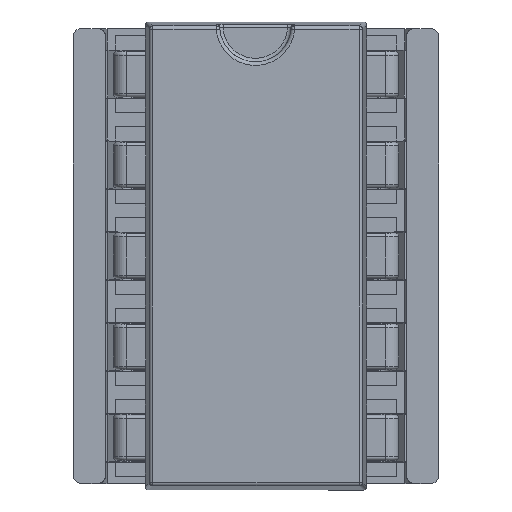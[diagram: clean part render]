
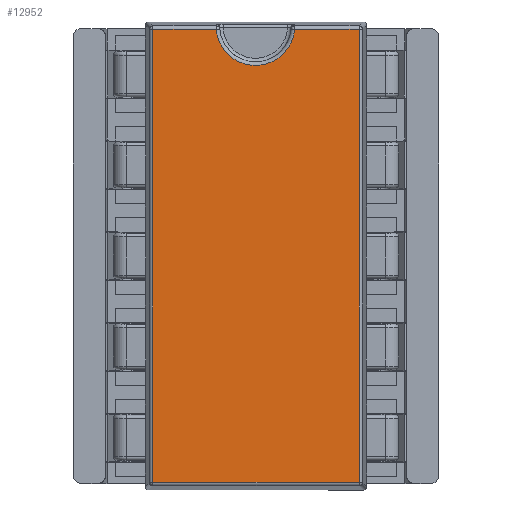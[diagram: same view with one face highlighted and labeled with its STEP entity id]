
A CAD part, top view. The second image highlights one B-rep face of the part: STEP entity #12952.
In plain terms, the highlighted planar face has unit normal (0, 0, 1).
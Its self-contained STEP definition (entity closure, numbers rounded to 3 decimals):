
#841=PLANE('',#14096);
#1980=LINE('',#24041,#3199);
#1981=LINE('',#24045,#3200);
#1982=LINE('',#24047,#3201);
#1983=LINE('',#24049,#3202);
#1984=LINE('',#24050,#3203);
#3199=VECTOR('',#17267,10.);
#3200=VECTOR('',#17272,10.);
#3201=VECTOR('',#17273,10.);
#3202=VECTOR('',#17274,10.);
#3203=VECTOR('',#17275,10.);
#3922=FACE_OUTER_BOUND('',#4674,.T.);
#4674=EDGE_LOOP('',(#11612,#11613,#11614,#11615,#11616,#11617));
#5098=CIRCLE('',#14086,1.1);
#6430=VERTEX_POINT('',#23997);
#6431=VERTEX_POINT('',#23999);
#6437=VERTEX_POINT('',#24040);
#6438=VERTEX_POINT('',#24044);
#6439=VERTEX_POINT('',#24046);
#6440=VERTEX_POINT('',#24048);
#8203=EDGE_CURVE('',#6431,#6430,#5098,.T.);
#8213=EDGE_CURVE('',#6430,#6437,#1980,.T.);
#8215=EDGE_CURVE('',#6438,#6431,#1981,.T.);
#8216=EDGE_CURVE('',#6439,#6438,#1982,.T.);
#8217=EDGE_CURVE('',#6440,#6439,#1983,.T.);
#8218=EDGE_CURVE('',#6437,#6440,#1984,.T.);
#11612=ORIENTED_EDGE('',*,*,#8203,.F.);
#11613=ORIENTED_EDGE('',*,*,#8215,.F.);
#11614=ORIENTED_EDGE('',*,*,#8216,.F.);
#11615=ORIENTED_EDGE('',*,*,#8217,.F.);
#11616=ORIENTED_EDGE('',*,*,#8218,.F.);
#11617=ORIENTED_EDGE('',*,*,#8213,.F.);
#12952=ADVANCED_FACE('',(#3922),#841,.T.);
#14086=AXIS2_PLACEMENT_3D('',#24001,#17244,#17245);
#14096=AXIS2_PLACEMENT_3D('',#24043,#17270,#17271);
#17244=DIRECTION('center_axis',(0.,0.,1.));
#17245=DIRECTION('ref_axis',(1.,0.,0.));
#17267=DIRECTION('',(0.,1.,0.));
#17270=DIRECTION('center_axis',(0.,0.,1.));
#17271=DIRECTION('ref_axis',(1.,0.,0.));
#17272=DIRECTION('',(0.,1.,0.));
#17273=DIRECTION('',(-1.,0.,0.));
#17274=DIRECTION('',(0.,-1.,0.));
#17275=DIRECTION('',(1.,0.,0.));
#23997=CARTESIAN_POINT('',(-0.79,5.169,3.35));
#23999=CARTESIAN_POINT('',(-0.79,2.977,3.35));
#24001=CARTESIAN_POINT('Origin',(-0.883,4.073,3.35));
#24040=CARTESIAN_POINT('',(-0.79,6.97,3.35));
#24041=CARTESIAN_POINT('',(-0.79,4.863,3.35));
#24043=CARTESIAN_POINT('Origin',(5.538,4.09,3.35));
#24044=CARTESIAN_POINT('',(-0.79,1.21,3.35));
#24045=CARTESIAN_POINT('',(-0.79,4.863,3.35));
#24046=CARTESIAN_POINT('',(11.865,1.21,3.35));
#24047=CARTESIAN_POINT('',(3.903,1.21,3.35));
#24048=CARTESIAN_POINT('',(11.865,6.97,3.35));
#24049=CARTESIAN_POINT('',(11.865,3.318,3.35));
#24050=CARTESIAN_POINT('',(7.172,6.97,3.35));
